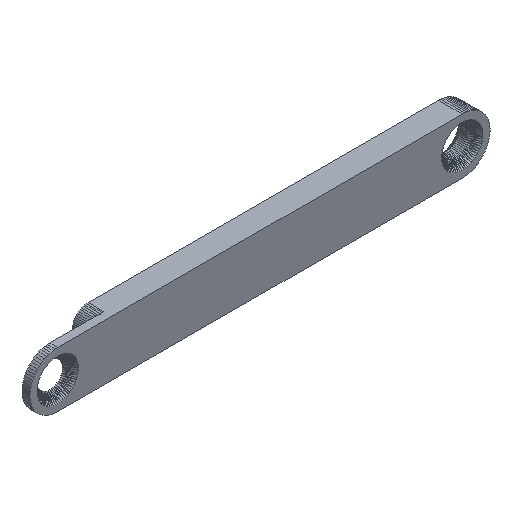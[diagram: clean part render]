
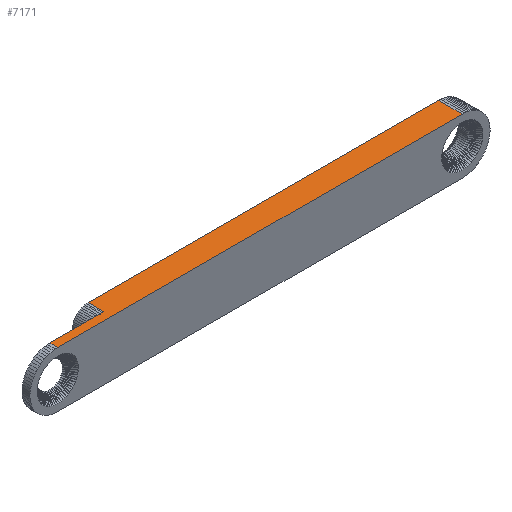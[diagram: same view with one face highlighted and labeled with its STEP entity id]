
A CAD part, isometric view. The second image highlights one B-rep face of the part: STEP entity #7171.
In plain terms, the highlighted free-form (B-spline) face has degree [3, 3] with [4, 4] control points.
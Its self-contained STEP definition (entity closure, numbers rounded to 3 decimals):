
#439=FACE_OUTER_BOUND('',#976,.T.);
#976=EDGE_LOOP('',(#5796,#5797,#5798,#5799,#5800,#5801));
#1135=B_SPLINE_CURVE_WITH_KNOTS('',1,(#7478,#7479),.UNSPECIFIED.,.F.,.F.,
(2,2),(0.,1.),.UNSPECIFIED.);
#1728=B_SPLINE_CURVE_WITH_KNOTS('',1,(#13111,#13112),.UNSPECIFIED.,.F.,
 .F.,(2,2),(0.,1.),.UNSPECIFIED.);
#2028=B_SPLINE_CURVE_WITH_KNOTS('',1,(#15812,#15813),.UNSPECIFIED.,.F.,
 .F.,(2,2),(0.,1.),.UNSPECIFIED.);
#2109=B_SPLINE_CURVE_WITH_KNOTS('',1,(#16668,#16669),.UNSPECIFIED.,.F.,
 .F.,(2,2),(0.,1.),.UNSPECIFIED.);
#2110=B_SPLINE_CURVE_WITH_KNOTS('',1,(#16686,#16687),.UNSPECIFIED.,.F.,
 .F.,(2,2),(0.,1.),.UNSPECIFIED.);
#2111=B_SPLINE_CURVE_WITH_KNOTS('',1,(#16688,#16689),.UNSPECIFIED.,.F.,
 .F.,(2,2),(0.,1.),.UNSPECIFIED.);
#2266=VERTEX_POINT('',#7474);
#2267=VERTEX_POINT('',#7477);
#2525=VERTEX_POINT('',#12877);
#2602=VERTEX_POINT('',#13108);
#2782=VERTEX_POINT('',#15808);
#2783=VERTEX_POINT('',#15811);
#2868=EDGE_CURVE('',#2267,#2266,#1135,.T.);
#3461=EDGE_CURVE('',#2525,#2602,#1728,.T.);
#3761=EDGE_CURVE('',#2783,#2782,#2028,.T.);
#3842=EDGE_CURVE('',#2266,#2783,#2109,.T.);
#3843=EDGE_CURVE('',#2267,#2602,#2110,.T.);
#3844=EDGE_CURVE('',#2782,#2525,#2111,.T.);
#5796=ORIENTED_EDGE('',*,*,#3843,.F.);
#5797=ORIENTED_EDGE('',*,*,#2868,.T.);
#5798=ORIENTED_EDGE('',*,*,#3842,.T.);
#5799=ORIENTED_EDGE('',*,*,#3761,.T.);
#5800=ORIENTED_EDGE('',*,*,#3844,.T.);
#5801=ORIENTED_EDGE('',*,*,#3461,.T.);
#6638=B_SPLINE_SURFACE_WITH_KNOTS('',3,3,((#16670,#16671,#16672,#16673),
(#16674,#16675,#16676,#16677),(#16678,#16679,#16680,#16681),(#16682,#16683,
#16684,#16685)),.UNSPECIFIED.,.F.,.F.,.F.,(4,4),(4,4),(0.,1.),(0.,1.),
 .UNSPECIFIED.);
#7171=ADVANCED_FACE('',(#439),#6638,.T.);
#7474=CARTESIAN_POINT('',(173.67,76.2,88.9));
#7477=CARTESIAN_POINT('',(1295.4,76.2,88.9));
#7478=CARTESIAN_POINT('Ctrl Pts',(1295.4,76.2,88.9));
#7479=CARTESIAN_POINT('Ctrl Pts',(173.67,76.2,88.9));
#12877=CARTESIAN_POINT('',(0.,0.,88.9));
#13108=CARTESIAN_POINT('',(1295.4,0.,88.9));
#13111=CARTESIAN_POINT('Ctrl Pts',(0.,0.,88.9));
#13112=CARTESIAN_POINT('Ctrl Pts',(1295.4,0.,88.9));
#15808=CARTESIAN_POINT('',(0.,25.4,88.9));
#15811=CARTESIAN_POINT('',(173.67,25.4,88.9));
#15812=CARTESIAN_POINT('Ctrl Pts',(173.67,25.4,88.9));
#15813=CARTESIAN_POINT('Ctrl Pts',(0.,25.4,88.9));
#16668=CARTESIAN_POINT('Ctrl Pts',(173.67,76.2,88.9));
#16669=CARTESIAN_POINT('Ctrl Pts',(173.67,25.4,88.9));
#16670=CARTESIAN_POINT('Ctrl Pts',(1852.211,-1328.655,88.9));
#16671=CARTESIAN_POINT('Ctrl Pts',(943.864,-1328.655,88.9));
#16672=CARTESIAN_POINT('Ctrl Pts',(35.516,-1328.655,88.9));
#16673=CARTESIAN_POINT('Ctrl Pts',(-872.831,-1328.655,88.9));
#16674=CARTESIAN_POINT('Ctrl Pts',(1852.211,-420.307,88.9));
#16675=CARTESIAN_POINT('Ctrl Pts',(943.864,-420.307,88.9));
#16676=CARTESIAN_POINT('Ctrl Pts',(35.516,-420.307,88.9));
#16677=CARTESIAN_POINT('Ctrl Pts',(-872.831,-420.307,88.9));
#16678=CARTESIAN_POINT('Ctrl Pts',(1852.211,488.04,88.9));
#16679=CARTESIAN_POINT('Ctrl Pts',(943.864,488.04,88.9));
#16680=CARTESIAN_POINT('Ctrl Pts',(35.516,488.04,88.9));
#16681=CARTESIAN_POINT('Ctrl Pts',(-872.831,488.04,88.9));
#16682=CARTESIAN_POINT('Ctrl Pts',(1852.211,1396.388,88.9));
#16683=CARTESIAN_POINT('Ctrl Pts',(943.864,1396.388,88.9));
#16684=CARTESIAN_POINT('Ctrl Pts',(35.516,1396.388,88.9));
#16685=CARTESIAN_POINT('Ctrl Pts',(-872.831,1396.388,88.9));
#16686=CARTESIAN_POINT('Ctrl Pts',(1295.4,76.2,88.9));
#16687=CARTESIAN_POINT('Ctrl Pts',(1295.4,0.,88.9));
#16688=CARTESIAN_POINT('Ctrl Pts',(0.,25.4,88.9));
#16689=CARTESIAN_POINT('Ctrl Pts',(0.,0.,88.9));
